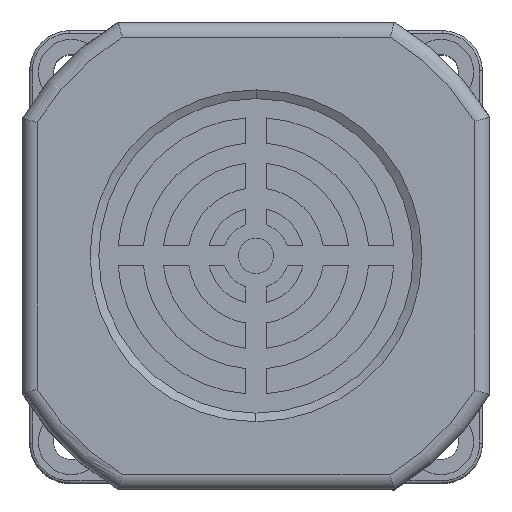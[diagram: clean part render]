
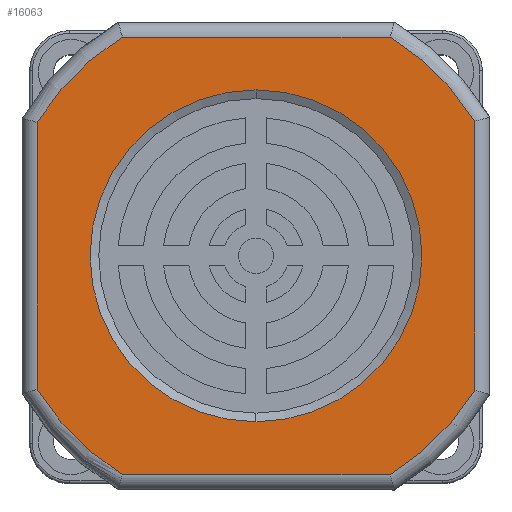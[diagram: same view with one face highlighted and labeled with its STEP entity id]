
A CAD part, top view. The second image highlights one B-rep face of the part: STEP entity #16063.
In plain terms, the highlighted face is planar.
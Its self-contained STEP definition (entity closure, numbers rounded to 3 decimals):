
#296 = CARTESIAN_POINT ( 'NONE',  ( 0.05, 0., 0. ) ) ;
#816 = ORIENTED_EDGE ( 'NONE', *, *, #6725, .T. ) ;
#1009 = DIRECTION ( 'NONE',  ( 0., 0., 1. ) ) ;
#1761 = VERTEX_POINT ( 'NONE', #11052 ) ;
#1839 = DIRECTION ( 'NONE',  ( 0., 0., 1. ) ) ;
#2245 = CARTESIAN_POINT ( 'NONE',  ( -26.572, 0., -43.5 ) ) ;
#2545 = ORIENTED_EDGE ( 'NONE', *, *, #6746, .T. ) ;
#2604 = CIRCLE ( 'NONE', #11962, 33. ) ;
#2757 = CIRCLE ( 'NONE', #12058, 51. ) ;
#2808 = CARTESIAN_POINT ( 'NONE',  ( -43.5, 0., -26.54 ) ) ;
#2814 = VECTOR ( 'NONE', #14296, 1000. ) ;
#2984 = VECTOR ( 'NONE', #12827, 1000. ) ;
#3027 = CIRCLE ( 'NONE', #12155, 51. ) ;
#3041 = CARTESIAN_POINT ( 'NONE',  ( 26.673, 0., 43.5 ) ) ;
#3209 = LINE ( 'NONE', #9700, #3704 ) ;
#3223 = CIRCLE ( 'NONE', #12215, 51. ) ;
#3286 = LINE ( 'NONE', #9761, #2984 ) ;
#3309 = VECTOR ( 'NONE', #8253, 1000. ) ;
#3326 = CIRCLE ( 'NONE', #12285, 51. ) ;
#3459 = DIRECTION ( 'NONE',  ( 0., -1., 0. ) ) ;
#3514 = VERTEX_POINT ( 'NONE', #7483 ) ;
#3528 = LINE ( 'NONE', #6919, #3309 ) ;
#3704 = VECTOR ( 'NONE', #5661, 1000. ) ;
#4263 = DIRECTION ( 'NONE',  ( 0., -1., 0. ) ) ;
#4329 = ORIENTED_EDGE ( 'NONE', *, *, #6794, .T. ) ;
#4909 = EDGE_CURVE ( 'NONE', #9696, #5150, #9412, .T. ) ;
#5010 = ORIENTED_EDGE ( 'NONE', *, *, #6844, .F. ) ;
#5150 = VERTEX_POINT ( 'NONE', #12930 ) ;
#5356 = ORIENTED_EDGE ( 'NONE', *, *, #6668, .T. ) ;
#5661 = DIRECTION ( 'NONE',  ( 1., 0., 0. ) ) ;
#6012 = CARTESIAN_POINT ( 'NONE',  ( 0.05, 0., 43.5 ) ) ;
#6665 = EDGE_CURVE ( 'NONE', #17962, #13642, #3528, .T. ) ;
#6668 = EDGE_CURVE ( 'NONE', #13642, #15355, #3326, .T. ) ;
#6692 = EDGE_CURVE ( 'NONE', #15355, #1761, #3209, .T. ) ;
#6725 = EDGE_CURVE ( 'NONE', #1761, #9610, #3223, .T. ) ;
#6744 = EDGE_CURVE ( 'NONE', #9610, #10235, #3286, .T. ) ;
#6746 = EDGE_CURVE ( 'NONE', #10235, #16944, #3027, .T. ) ;
#6774 = EDGE_CURVE ( 'NONE', #16944, #3514, #17809, .T. ) ;
#6794 = EDGE_CURVE ( 'NONE', #3514, #17962, #2757, .T. ) ;
#6844 = EDGE_CURVE ( 'NONE', #5150, #9696, #2604, .T. ) ;
#6919 = CARTESIAN_POINT ( 'NONE',  ( -43.5, 0., 0. ) ) ;
#6977 = DIRECTION ( 'NONE',  ( 0., -1., 0. ) ) ;
#7038 = CARTESIAN_POINT ( 'NONE',  ( 0.05, 0., 0. ) ) ;
#7334 = CARTESIAN_POINT ( 'NONE',  ( 0.05, 0., 0. ) ) ;
#7483 = CARTESIAN_POINT ( 'NONE',  ( -26.572, 0., 43.5 ) ) ;
#8253 = DIRECTION ( 'NONE',  ( 0., 0., -1. ) ) ;
#8369 = DIRECTION ( 'NONE',  ( 0., 0., 1. ) ) ;
#8658 = DIRECTION ( 'NONE',  ( 0., 0., 1. ) ) ;
#9370 = DIRECTION ( 'NONE',  ( 0., 1., 0. ) ) ;
#9412 = CIRCLE ( 'NONE', #15472, 33. ) ;
#9610 = VERTEX_POINT ( 'NONE', #16202 ) ;
#9696 = VERTEX_POINT ( 'NONE', #12244 ) ;
#9700 = CARTESIAN_POINT ( 'NONE',  ( 0.05, 0., -43.5 ) ) ;
#9761 = CARTESIAN_POINT ( 'NONE',  ( 43.5, 0., 0. ) ) ;
#10135 = DIRECTION ( 'NONE',  ( 0., -1., 0. ) ) ;
#10235 = VERTEX_POINT ( 'NONE', #13042 ) ;
#10338 = ORIENTED_EDGE ( 'NONE', *, *, #6665, .T. ) ;
#10815 = ORIENTED_EDGE ( 'NONE', *, *, #6692, .T. ) ;
#11051 = FACE_OUTER_BOUND ( 'NONE', #17377, .T. ) ;
#11052 = CARTESIAN_POINT ( 'NONE',  ( 26.673, 0., -43.5 ) ) ;
#11439 = EDGE_LOOP ( 'NONE', ( #5010, #17741 ) ) ;
#11609 = CARTESIAN_POINT ( 'NONE',  ( 0., 0., 0. ) ) ;
#11962 = AXIS2_PLACEMENT_3D ( 'NONE', #11609, #3459, #13013 ) ;
#12058 = AXIS2_PLACEMENT_3D ( 'NONE', #296, #10135, #1839 ) ;
#12072 = PLANE ( 'NONE',  #14717 ) ;
#12155 = AXIS2_PLACEMENT_3D ( 'NONE', #7334, #17148, #8658 ) ;
#12215 = AXIS2_PLACEMENT_3D ( 'NONE', #7038, #16826, #8369 ) ;
#12244 = CARTESIAN_POINT ( 'NONE',  ( 0., 0., 33. ) ) ;
#12285 = AXIS2_PLACEMENT_3D ( 'NONE', #15361, #6977, #16767 ) ;
#12364 = CARTESIAN_POINT ( 'NONE',  ( 0., 0., 0. ) ) ;
#12827 = DIRECTION ( 'NONE',  ( 0., 0., 1. ) ) ;
#12930 = CARTESIAN_POINT ( 'NONE',  ( 0., 0., -33. ) ) ;
#13013 = DIRECTION ( 'NONE',  ( 0., 0., -1. ) ) ;
#13042 = CARTESIAN_POINT ( 'NONE',  ( 43.5, 0., 26.705 ) ) ;
#13215 = ORIENTED_EDGE ( 'NONE', *, *, #6774, .T. ) ;
#13561 = CARTESIAN_POINT ( 'NONE',  ( 0.05, 0., 0. ) ) ;
#13642 = VERTEX_POINT ( 'NONE', #2808 ) ;
#13787 = CARTESIAN_POINT ( 'NONE',  ( -43.5, 0., 26.54 ) ) ;
#13822 = DIRECTION ( 'NONE',  ( 0., 0., -1. ) ) ;
#14296 = DIRECTION ( 'NONE',  ( -1., 0., 0. ) ) ;
#14717 = AXIS2_PLACEMENT_3D ( 'NONE', #13561, #9370, #1009 ) ;
#15206 = ORIENTED_EDGE ( 'NONE', *, *, #6744, .T. ) ;
#15355 = VERTEX_POINT ( 'NONE', #2245 ) ;
#15361 = CARTESIAN_POINT ( 'NONE',  ( 0.05, 0., 0. ) ) ;
#15472 = AXIS2_PLACEMENT_3D ( 'NONE', #12364, #4263, #13822 ) ;
#16063 = ADVANCED_FACE ( 'NONE', ( #11051, #17067 ), #12072, .F. ) ;
#16202 = CARTESIAN_POINT ( 'NONE',  ( 43.5, 0., -26.705 ) ) ;
#16767 = DIRECTION ( 'NONE',  ( 0., 0., 1. ) ) ;
#16826 = DIRECTION ( 'NONE',  ( 0., -1., 0. ) ) ;
#16944 = VERTEX_POINT ( 'NONE', #3041 ) ;
#17067 = FACE_BOUND ( 'NONE', #11439, .T. ) ;
#17148 = DIRECTION ( 'NONE',  ( 0., -1., 0. ) ) ;
#17377 = EDGE_LOOP ( 'NONE', ( #10338, #5356, #10815, #816, #15206, #2545, #13215, #4329 ) ) ;
#17741 = ORIENTED_EDGE ( 'NONE', *, *, #4909, .F. ) ;
#17809 = LINE ( 'NONE', #6012, #2814 ) ;
#17962 = VERTEX_POINT ( 'NONE', #13787 ) ;
